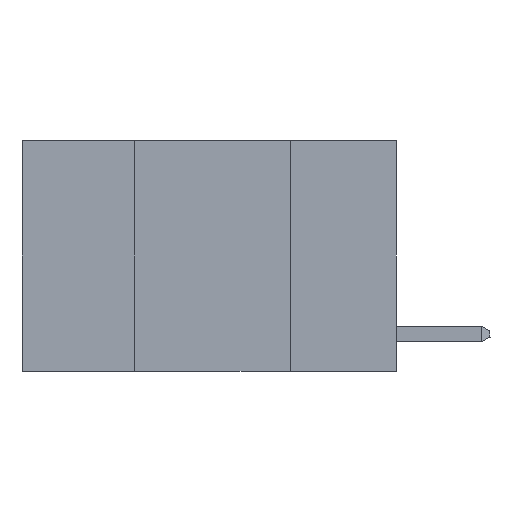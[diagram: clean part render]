
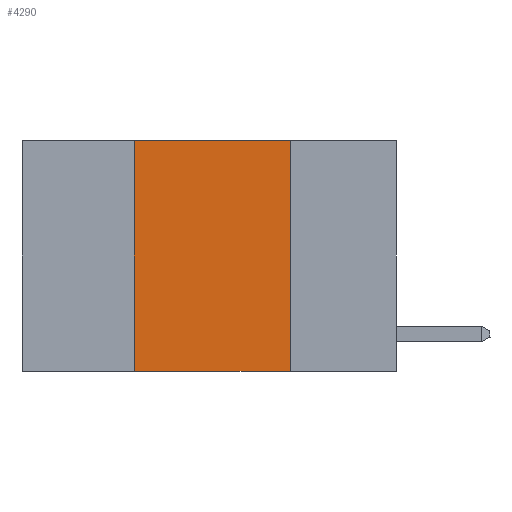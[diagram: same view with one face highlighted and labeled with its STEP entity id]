
A CAD part, left-side view. The second image highlights one B-rep face of the part: STEP entity #4290.
In plain terms, the highlighted planar face has unit normal (-1, 0, 0).
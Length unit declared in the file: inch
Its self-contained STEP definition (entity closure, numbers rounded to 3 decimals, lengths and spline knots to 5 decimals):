
#50 = VERTEX_POINT ( 'NONE', #7265 ) ;
#1042 = VECTOR ( 'NONE', #3520, 39.37008 ) ;
#1080 = LINE ( 'NONE', #3151, #11003 ) ;
#2096 = AXIS2_PLACEMENT_3D ( 'NONE', #11948, #2614, #5011 ) ;
#2301 = LINE ( 'NONE', #12683, #3301 ) ;
#2614 = DIRECTION ( 'NONE',  ( 1., 0., 0. ) ) ;
#2911 = VERTEX_POINT ( 'NONE', #10385 ) ;
#3151 = CARTESIAN_POINT ( 'NONE',  ( 0., 0.17, 0. ) ) ;
#3301 = VECTOR ( 'NONE', #5328, 39.37008 ) ;
#3520 = DIRECTION ( 'NONE',  ( 0., 0., 1. ) ) ;
#3650 = PLANE ( 'NONE',  #2096 ) ;
#4191 = DIRECTION ( 'NONE',  ( 0., -1., 0. ) ) ;
#4290 = ADVANCED_FACE ( 'NONE', ( #9837 ), #3650, .F. ) ;
#5011 = DIRECTION ( 'NONE',  ( 0., 0., -1. ) ) ;
#5328 = DIRECTION ( 'NONE',  ( 0., -1., 0. ) ) ;
#5639 = CARTESIAN_POINT ( 'NONE',  ( 0., 0.6, -0.37 ) ) ;
#5770 = CARTESIAN_POINT ( 'NONE',  ( 0., 0.42, 0. ) ) ;
#6203 = EDGE_CURVE ( 'NONE', #2911, #50, #1080, .T. ) ;
#6271 = ORIENTED_EDGE ( 'NONE', *, *, #8163, .F. ) ;
#6512 = CARTESIAN_POINT ( 'NONE',  ( 0., 0.42, 0. ) ) ;
#7172 = VECTOR ( 'NONE', #4191, 39.37008 ) ;
#7265 = CARTESIAN_POINT ( 'NONE',  ( 0., 0.17, -0.37 ) ) ;
#7791 = ORIENTED_EDGE ( 'NONE', *, *, #10693, .F. ) ;
#8163 = EDGE_CURVE ( 'NONE', #12015, #9398, #9457, .T. ) ;
#8256 = DIRECTION ( 'NONE',  ( 0., 0., -1. ) ) ;
#9227 = EDGE_CURVE ( 'NONE', #12015, #50, #9733, .T. ) ;
#9398 = VERTEX_POINT ( 'NONE', #5770 ) ;
#9426 = ORIENTED_EDGE ( 'NONE', *, *, #6203, .F. ) ;
#9457 = LINE ( 'NONE', #6512, #1042 ) ;
#9733 = LINE ( 'NONE', #5639, #7172 ) ;
#9837 = FACE_OUTER_BOUND ( 'NONE', #12945, .T. ) ;
#10235 = ORIENTED_EDGE ( 'NONE', *, *, #9227, .T. ) ;
#10385 = CARTESIAN_POINT ( 'NONE',  ( 0., 0.17, 0. ) ) ;
#10693 = EDGE_CURVE ( 'NONE', #9398, #2911, #2301, .T. ) ;
#11003 = VECTOR ( 'NONE', #8256, 39.37008 ) ;
#11948 = CARTESIAN_POINT ( 'NONE',  ( 0., 0.6, 0. ) ) ;
#12015 = VERTEX_POINT ( 'NONE', #12818 ) ;
#12683 = CARTESIAN_POINT ( 'NONE',  ( 0., 0.6, 0. ) ) ;
#12818 = CARTESIAN_POINT ( 'NONE',  ( 0., 0.42, -0.37 ) ) ;
#12945 = EDGE_LOOP ( 'NONE', ( #9426, #7791, #6271, #10235 ) ) ;
